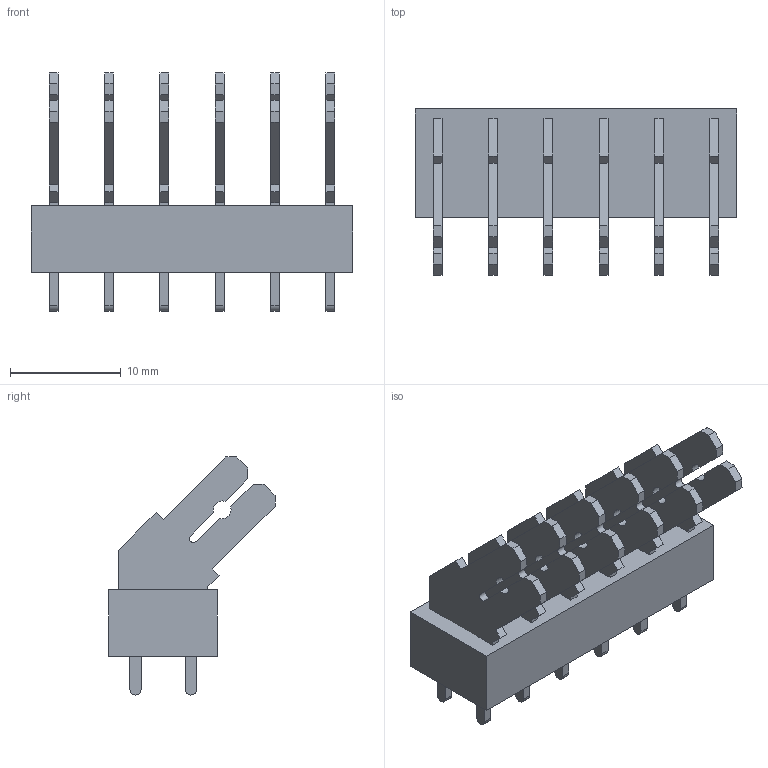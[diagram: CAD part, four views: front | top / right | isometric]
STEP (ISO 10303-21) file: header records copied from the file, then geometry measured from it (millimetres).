
FILE_DESCRIPTION(('CATIA V5 STEP Exchange','CAx-IF Rec.Pracs.--- Model Styling and Organization---1.2---2011-12-15'),'2;1');
FILE_NAME ('D1464961_0_9511830000_9511830000.stp','2018-08-31T15:47:21+00:00',('none'),('Weidmueller'),'CATIA Version 5-6 Release 2014','CATIA V5 STEP AP214','none');
FILE_SCHEMA(('AUTOMOTIVE_DESIGN { 1 0 10303 214 1 1 1 1 }'));
Length unit declared in the file: millimetre
Products named in the file (1): 9511830000
Bounding box: 29 x 15.01 x 21.5 mm (x, y, z)
Volume: 2159.4 mm3; surface area: 3015.4 mm2
Topology: 7 solids, 7 shells, 246 faces, 696 edges, 464 vertices
Faces by surface type: plane 216, cylinder 30
Entity records: 6951 total; most frequent: ORIENTED_EDGE 1392, CARTESIAN_POINT 1223, DIRECTION 820, EDGE_CURVE 696, VECTOR 636, LINE 636, VERTEX_POINT 464, EDGE_LOOP 270
